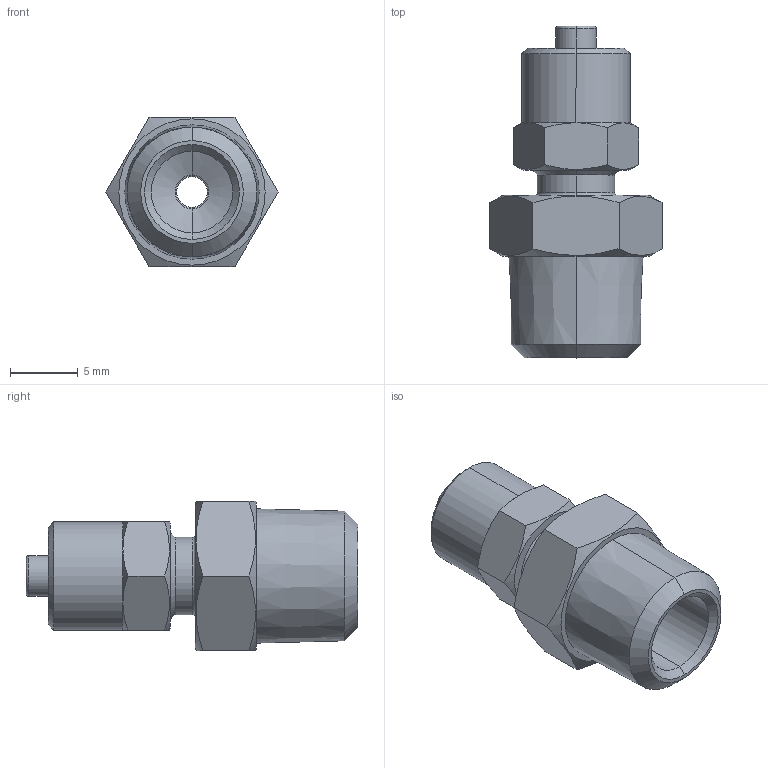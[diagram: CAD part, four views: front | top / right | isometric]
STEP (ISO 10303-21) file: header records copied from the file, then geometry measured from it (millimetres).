
FILE_DESCRIPTION(( 'MC.12A05.M5.STEP' ), '1');
FILE_NAME( 'MC.12A05.M5.STEP', '2018-10-01T15:52:13',( 'Sopra'),('sopra-pneumatic.com'), 'SwSTEP 2.0','SolidWorks 2009','' );
FILE_SCHEMA (( 'CONFIG_CONTROL_DESIGN' ));
Length unit declared in the file: millimetre
Products named in the file (1): 02020020
Bounding box: 12.7 x 24.5 x 11 mm (x, y, z)
Volume: 1147.2 mm3; surface area: 1222.8 mm2
Topology: 1 solids, 1 shells, 67 faces, 148 edges, 88 vertices
Faces by surface type: cone 30, plane 19, cylinder 14, torus 4
Entity records: 2049 total; most frequent: CARTESIAN_POINT 516, DIRECTION 310, ORIENTED_EDGE 296, EDGE_CURVE 148, AXIS2_PLACEMENT_3D 130, VERTEX_POINT 88, EDGE_LOOP 74, FACE_OUTER_BOUND 67
